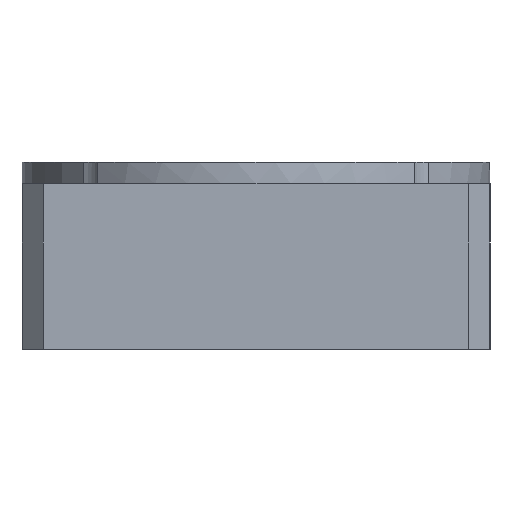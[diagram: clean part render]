
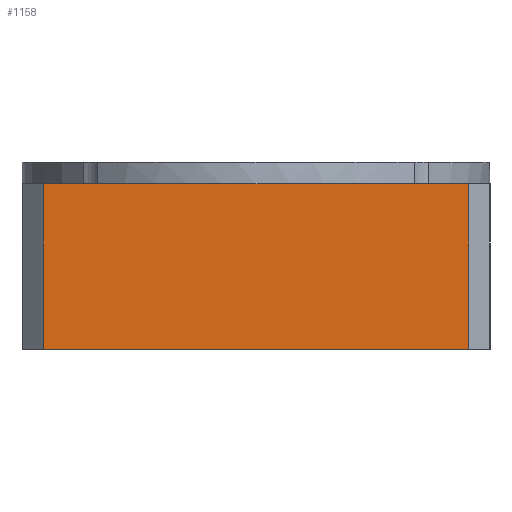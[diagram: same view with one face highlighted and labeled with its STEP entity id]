
A CAD part, front view. The second image highlights one B-rep face of the part: STEP entity #1158.
In plain terms, the highlighted planar face has unit normal (0, -1, 0).
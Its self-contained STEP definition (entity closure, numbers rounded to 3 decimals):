
#70 = VERTEX_POINT ( 'NONE', #5628 ) ;
#321 = LINE ( 'NONE', #323, #6647 ) ;
#323 = CARTESIAN_POINT ( 'NONE',  ( -55., -55., 0. ) ) ;
#324 = DIRECTION ( 'NONE',  ( -1., 0., 0. ) ) ;
#1158 = ADVANCED_FACE ( 'NONE', ( #6464 ), #6465, .F. ) ;
#1344 = EDGE_CURVE ( 'NONE', #4927, #4942, #4258, .T. ) ;
#1517 = EDGE_CURVE ( 'NONE', #70, #4791, #321, .T. ) ;
#1523 = EDGE_CURVE ( 'NONE', #4778, #70, #1575, .T. ) ;
#1533 = EDGE_CURVE ( 'NONE', #4927, #4778, #1620, .T. ) ;
#1540 = EDGE_CURVE ( 'NONE', #4791, #4942, #1641, .T. ) ;
#1575 = LINE ( 'NONE', #1576, #6654 ) ;
#1576 = CARTESIAN_POINT ( 'NONE',  ( -55., -55., 0. ) ) ;
#1583 = DIRECTION ( 'NONE',  ( -1., 0., 0. ) ) ;
#1620 = LINE ( 'NONE', #1621, #6668 ) ;
#1621 = CARTESIAN_POINT ( 'NONE',  ( 50., -55., -39. ) ) ;
#1622 = DIRECTION ( 'NONE',  ( 0., 0., 1. ) ) ;
#1641 = LINE ( 'NONE', #1642, #6678 ) ;
#1642 = CARTESIAN_POINT ( 'NONE',  ( -50., -55., -39. ) ) ;
#1643 = DIRECTION ( 'NONE',  ( 0., 0., -1. ) ) ;
#2424 = CARTESIAN_POINT ( 'NONE',  ( 50., -55., 0. ) ) ;
#2437 = CARTESIAN_POINT ( 'NONE',  ( -50., -55., 0. ) ) ;
#3229 = VECTOR ( 'NONE', #4261, 1000. ) ;
#3704 = CARTESIAN_POINT ( 'NONE',  ( 50., -55., -39. ) ) ;
#3719 = CARTESIAN_POINT ( 'NONE',  ( -50., -55., -39. ) ) ;
#4258 = LINE ( 'NONE', #4260, #3229 ) ;
#4260 = CARTESIAN_POINT ( 'NONE',  ( -55., -55., -39. ) ) ;
#4261 = DIRECTION ( 'NONE',  ( -1., 0., 0. ) ) ;
#4778 = VERTEX_POINT ( 'NONE', #2424 ) ;
#4791 = VERTEX_POINT ( 'NONE', #2437 ) ;
#4927 = VERTEX_POINT ( 'NONE', #3704 ) ;
#4942 = VERTEX_POINT ( 'NONE', #3719 ) ;
#4998 = AXIS2_PLACEMENT_3D ( 'NONE', #6461, #6467, #6468 ) ;
#5226 = ORIENTED_EDGE ( 'NONE', *, *, #1540, .T. ) ;
#5227 = ORIENTED_EDGE ( 'NONE', *, *, #1517, .T. ) ;
#5228 = ORIENTED_EDGE ( 'NONE', *, *, #1533, .T. ) ;
#5229 = ORIENTED_EDGE ( 'NONE', *, *, #1344, .F. ) ;
#5231 = ORIENTED_EDGE ( 'NONE', *, *, #1523, .T. ) ;
#5628 = CARTESIAN_POINT ( 'NONE',  ( 0., -55., 0. ) ) ;
#5771 = EDGE_LOOP ( 'NONE', ( #5227, #5226, #5229, #5228, #5231 ) ) ;
#6461 = CARTESIAN_POINT ( 'NONE',  ( -55., -55., -39. ) ) ;
#6464 = FACE_OUTER_BOUND ( 'NONE', #5771, .T. ) ;
#6465 = PLANE ( 'NONE',  #4998 ) ;
#6467 = DIRECTION ( 'NONE',  ( 0., 1., 0. ) ) ;
#6468 = DIRECTION ( 'NONE',  ( -1., 0., 0. ) ) ;
#6647 = VECTOR ( 'NONE', #324, 1000. ) ;
#6654 = VECTOR ( 'NONE', #1583, 1000. ) ;
#6668 = VECTOR ( 'NONE', #1622, 1000. ) ;
#6678 = VECTOR ( 'NONE', #1643, 1000. ) ;
